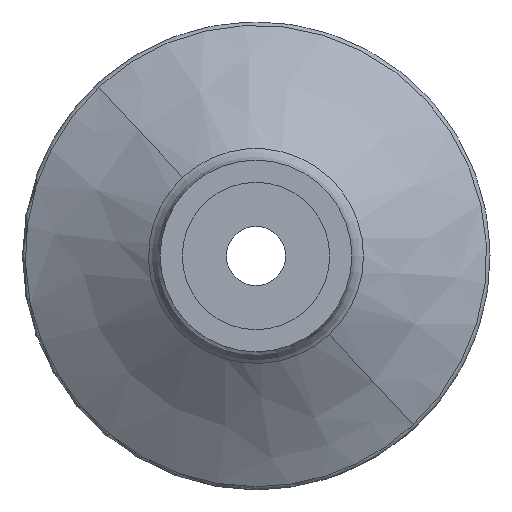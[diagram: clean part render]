
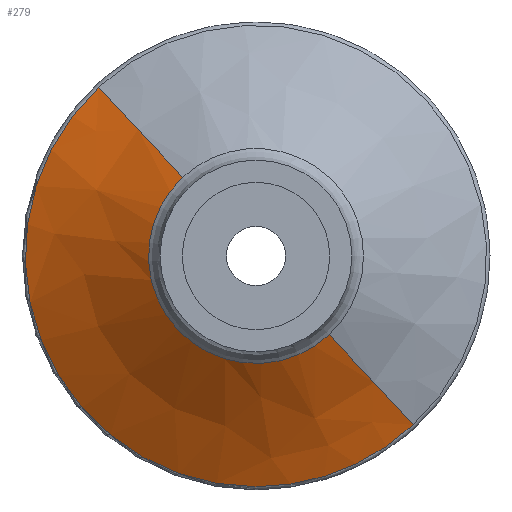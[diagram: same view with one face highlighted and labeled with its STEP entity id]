
A CAD part, left-side view. The second image highlights one B-rep face of the part: STEP entity #279.
In plain terms, the highlighted free-form (B-spline) face has degree [2, 3] with [3, 4] control points.
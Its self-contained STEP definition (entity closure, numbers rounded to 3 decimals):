
#23=B_SPLINE_CURVE_WITH_KNOTS('',2,(#648,#649,#650),.UNSPECIFIED.,.F.,.F.,
(3,3),(0.074,0.957),.UNSPECIFIED.);
#24=B_SPLINE_CURVE_WITH_KNOTS('',2,(#651,#652,#653),.UNSPECIFIED.,.F.,.F.,
(3,3),(0.074,0.957),.UNSPECIFIED.);
#30=(
BOUNDED_SURFACE()
B_SPLINE_SURFACE(2,3,((#654,#655,#656,#657),(#658,#659,#660,#661),(#662,
#663,#664,#665)),.UNSPECIFIED.,.F.,.F.,.F.)
B_SPLINE_SURFACE_WITH_KNOTS((3,3),(4,4),(0.074,0.957),
(0.,1.),.UNSPECIFIED.)
GEOMETRIC_REPRESENTATION_ITEM()
RATIONAL_B_SPLINE_SURFACE(((1.,0.333,0.333,1.),
(1.,0.333,0.333,1.),(1.,0.333,0.333,
1.)))
REPRESENTATION_ITEM('')
SURFACE()
);
#60=FACE_OUTER_BOUND('',#77,.T.);
#77=EDGE_LOOP('',(#252,#253,#254,#255,#256));
#94=CIRCLE('',#321,7.822);
#96=CIRCLE('',#323,7.822);
#101=CIRCLE('',#331,3.644);
#122=VERTEX_POINT('',#463);
#123=VERTEX_POINT('',#464);
#124=VERTEX_POINT('',#466);
#128=VERTEX_POINT('',#481);
#129=VERTEX_POINT('',#482);
#152=EDGE_CURVE('',#123,#124,#94,.T.);
#154=EDGE_CURVE('',#124,#122,#96,.T.);
#160=EDGE_CURVE('',#128,#129,#101,.T.);
#177=EDGE_CURVE('',#123,#129,#23,.T.);
#178=EDGE_CURVE('',#128,#122,#24,.T.);
#252=ORIENTED_EDGE('',*,*,#178,.T.);
#253=ORIENTED_EDGE('',*,*,#154,.F.);
#254=ORIENTED_EDGE('',*,*,#152,.F.);
#255=ORIENTED_EDGE('',*,*,#177,.T.);
#256=ORIENTED_EDGE('',*,*,#160,.F.);
#279=ADVANCED_FACE('',(#60),#30,.F.);
#321=AXIS2_PLACEMENT_3D('',#467,#382,#383);
#323=AXIS2_PLACEMENT_3D('',#469,#386,#387);
#331=AXIS2_PLACEMENT_3D('',#483,#403,#404);
#382=DIRECTION('center_axis',(1.,0.,0.));
#383=DIRECTION('ref_axis',(0.,0.,-1.));
#386=DIRECTION('center_axis',(1.,0.,0.));
#387=DIRECTION('ref_axis',(0.,0.,-1.));
#403=DIRECTION('center_axis',(-1.,0.,0.));
#404=DIRECTION('ref_axis',(0.,-1.,0.));
#463=CARTESIAN_POINT('',(55.992,23.831,43.224));
#464=CARTESIAN_POINT('',(55.992,13.169,31.776));
#466=CARTESIAN_POINT('',(55.992,18.5,29.678));
#467=CARTESIAN_POINT('Origin',(55.992,18.5,37.5));
#469=CARTESIAN_POINT('Origin',(55.992,18.5,37.5));
#481=CARTESIAN_POINT('',(53.304,20.983,40.167));
#482=CARTESIAN_POINT('',(53.304,16.017,34.833));
#483=CARTESIAN_POINT('Origin',(53.304,18.5,37.5));
#648=CARTESIAN_POINT('Ctrl Pts',(55.992,13.169,31.776));
#649=CARTESIAN_POINT('Ctrl Pts',(55.091,14.418,33.117));
#650=CARTESIAN_POINT('Ctrl Pts',(53.304,16.017,34.833));
#651=CARTESIAN_POINT('Ctrl Pts',(53.304,20.983,40.167));
#652=CARTESIAN_POINT('Ctrl Pts',(55.091,22.582,41.883));
#653=CARTESIAN_POINT('Ctrl Pts',(55.992,23.831,43.224));
#654=CARTESIAN_POINT('Ctrl Pts',(53.304,16.017,34.833));
#655=CARTESIAN_POINT('Ctrl Pts',(53.304,21.35,29.867));
#656=CARTESIAN_POINT('Ctrl Pts',(53.304,26.316,35.2));
#657=CARTESIAN_POINT('Ctrl Pts',(53.304,20.983,40.167));
#658=CARTESIAN_POINT('Ctrl Pts',(55.091,14.418,33.117));
#659=CARTESIAN_POINT('Ctrl Pts',(55.091,23.184,24.954));
#660=CARTESIAN_POINT('Ctrl Pts',(55.091,31.347,33.72));
#661=CARTESIAN_POINT('Ctrl Pts',(55.091,22.582,41.883));
#662=CARTESIAN_POINT('Ctrl Pts',(55.992,13.169,31.776));
#663=CARTESIAN_POINT('Ctrl Pts',(55.992,24.618,21.113));
#664=CARTESIAN_POINT('Ctrl Pts',(55.992,35.28,32.562));
#665=CARTESIAN_POINT('Ctrl Pts',(55.992,23.831,43.224));
